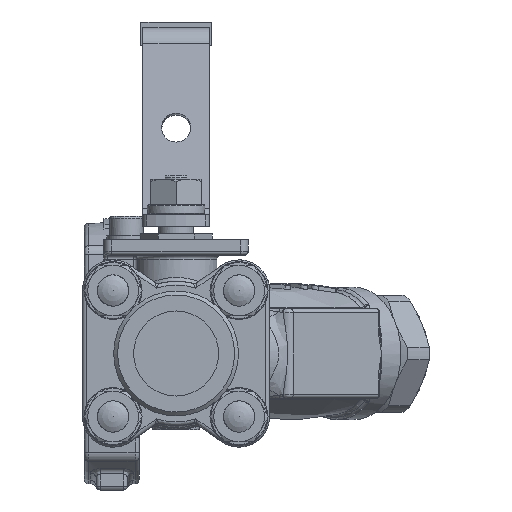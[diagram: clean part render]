
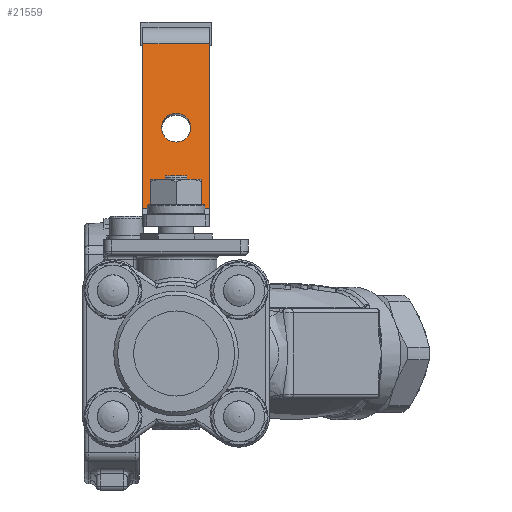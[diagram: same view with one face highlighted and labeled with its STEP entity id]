
A CAD part, left-side view. The second image highlights one B-rep face of the part: STEP entity #21559.
In plain terms, the highlighted planar face has unit normal (-0.985, 0, 0.174).
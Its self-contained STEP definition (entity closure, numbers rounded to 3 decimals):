
#858=FACE_BOUND('',#3839,.T.);
#2453=FACE_OUTER_BOUND('',#3838,.T.);
#3838=EDGE_LOOP('',(#15765,#15766,#15767,#15768));
#3839=EDGE_LOOP('',(#15769));
#5291=CIRCLE('',#23297,3.75);
#6753=LINE('',#35166,#7823);
#6756=LINE('',#35197,#7826);
#6758=LINE('',#35201,#7828);
#6759=LINE('',#35202,#7829);
#7823=VECTOR('',#26952,10.);
#7826=VECTOR('',#26963,10.);
#7828=VECTOR('',#26967,10.);
#7829=VECTOR('',#26968,10.);
#9181=VERTEX_POINT('',#35163);
#9182=VERTEX_POINT('',#35165);
#9187=VERTEX_POINT('',#35195);
#9188=VERTEX_POINT('',#35200);
#9189=VERTEX_POINT('',#35203);
#11627=EDGE_CURVE('',#9181,#9182,#6753,.T.);
#11634=EDGE_CURVE('',#9187,#9181,#6756,.T.);
#11636=EDGE_CURVE('',#9188,#9187,#6758,.T.);
#11637=EDGE_CURVE('',#9182,#9188,#6759,.T.);
#11638=EDGE_CURVE('',#9189,#9189,#5291,.T.);
#15765=ORIENTED_EDGE('',*,*,#11634,.F.);
#15766=ORIENTED_EDGE('',*,*,#11636,.F.);
#15767=ORIENTED_EDGE('',*,*,#11637,.F.);
#15768=ORIENTED_EDGE('',*,*,#11627,.F.);
#15769=ORIENTED_EDGE('',*,*,#11638,.T.);
#20875=PLANE('',#23296);
#21559=ADVANCED_FACE('',(#2453,#858),#20875,.T.);
#23296=AXIS2_PLACEMENT_3D('',#35199,#26965,#26966);
#23297=AXIS2_PLACEMENT_3D('',#35204,#26969,#26970);
#26952=DIRECTION('',(0.174,0.,0.985));
#26963=DIRECTION('',(0.,1.,0.));
#26965=DIRECTION('center_axis',(-0.985,0.,
0.174));
#26966=DIRECTION('ref_axis',(0.174,0.,0.985));
#26967=DIRECTION('',(-0.174,0.,-0.985));
#26968=DIRECTION('',(0.,-1.,0.));
#26969=DIRECTION('center_axis',(0.985,0.,
-0.174));
#26970=DIRECTION('ref_axis',(-0.174,0.,-0.985));
#35163=CARTESIAN_POINT('',(-60.393,37.663,37.503));
#35165=CARTESIAN_POINT('',(-52.967,37.663,79.62));
#35166=CARTESIAN_POINT('',(-60.685,37.663,35.85));
#35195=CARTESIAN_POINT('',(-60.393,20.663,37.503));
#35197=CARTESIAN_POINT('',(-60.393,29.163,37.503));
#35199=CARTESIAN_POINT('Origin',(-60.685,29.163,35.85));
#35200=CARTESIAN_POINT('',(-52.967,20.663,79.62));
#35201=CARTESIAN_POINT('',(-60.685,20.663,35.85));
#35202=CARTESIAN_POINT('',(-52.967,29.163,79.62));
#35203=CARTESIAN_POINT('',(-56.102,29.163,61.843));
#35204=CARTESIAN_POINT('Origin',(-56.753,29.163,58.15));
